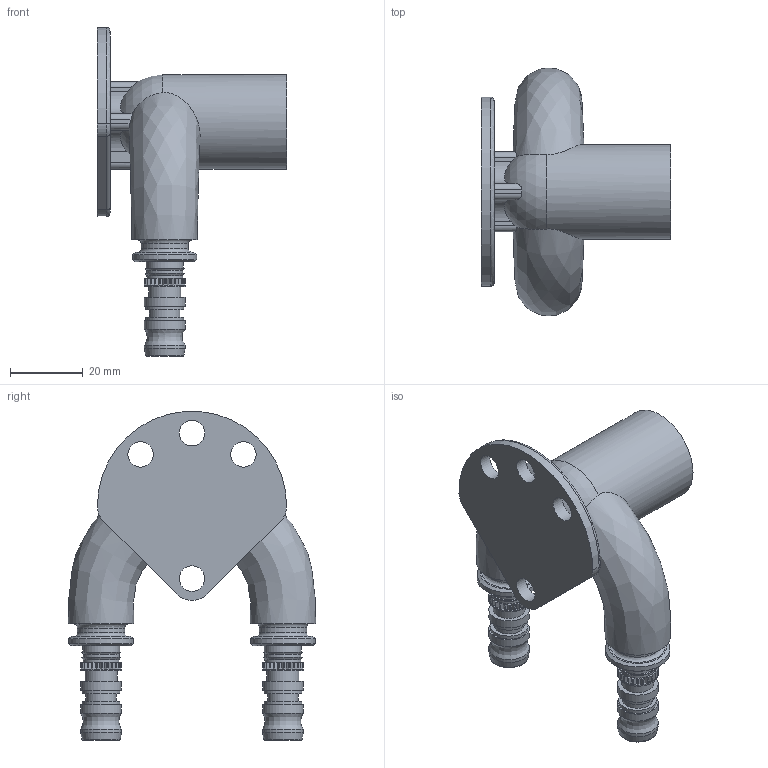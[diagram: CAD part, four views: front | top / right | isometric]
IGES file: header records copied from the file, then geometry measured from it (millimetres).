
Global section: file name: 601273; native system: Autodesk Inventor 2014; preprocessor: unknown; author: seihe2; date: 20150810.131408; units: millimetre
Bounding box: 52 x 68 x 90.41 mm (x, y, z)
Volume: 42337 mm3; surface area: 18950.9 mm2
Topology: 3 solids, 3 shells, 332 faces, 809 edges, 505 vertices
Faces by surface type: plane 246, cylinder 41, revolution 29, cone 11, sphere 3, bspline 2
Full cylindrical faces by diameter (mm): 8.4 x2, 8.8 x2, 9.9 x4, 10.2 x2, 10.4 x4, 11.2 x8, 13 x2, 17.7 x2, 26 x1
